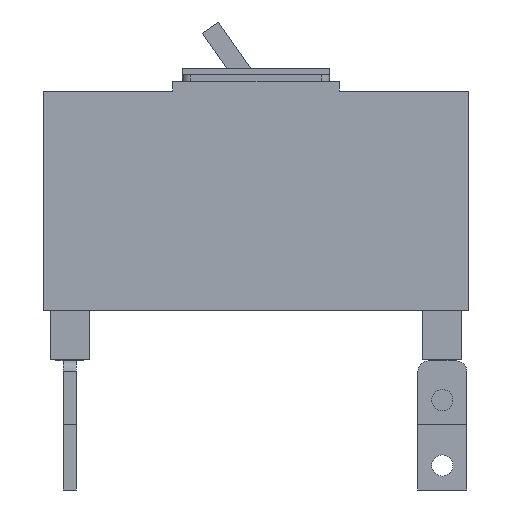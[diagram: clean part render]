
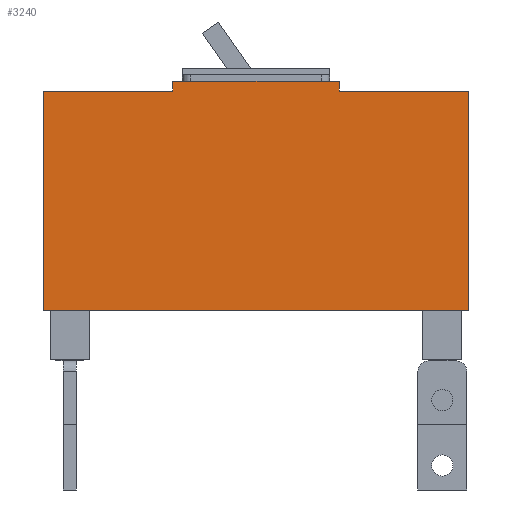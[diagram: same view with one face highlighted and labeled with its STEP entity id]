
A CAD part, left-side view. The second image highlights one B-rep face of the part: STEP entity #3240.
In plain terms, the highlighted planar face has unit normal (-1, 0, 0).
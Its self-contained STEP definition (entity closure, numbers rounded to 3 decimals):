
#2530=CARTESIAN_POINT('',(-70.,85.46,0.));
#2540=DIRECTION('',(1.,-0.,0.));
#2550=DIRECTION('',(0.,0.,-1.));
#2560=AXIS2_PLACEMENT_3D('',#2530,#2540,#2550);
#2570=PLANE('',#2560);
#2580=CARTESIAN_POINT('',(-70.,-51.,0.));
#2590=DIRECTION('',(0.,0.,-1.));
#2600=VECTOR('',#2590,1.);
#2610=LINE('',#2580,#2600);
#2620=CARTESIAN_POINT('',(-70.,-51.,
-138.378));
#2630=VERTEX_POINT('',#2620);
#2640=CARTESIAN_POINT('',(-70.,-51.,
-144.378));
#2650=VERTEX_POINT('',#2640);
#2660=EDGE_CURVE('',#2630,#2650,#2610,.T.);
#2670=ORIENTED_EDGE('',*,*,#2660,.F.);
#2680=CARTESIAN_POINT('',(-70.,0.,-144.378));
#2690=DIRECTION('',(0.,-1.,0.));
#2700=VECTOR('',#2690,1.);
#2710=LINE('',#2680,#2700);
#2720=CARTESIAN_POINT('',(-70.,-130.,-144.378));
#2730=VERTEX_POINT('',#2720);
#2740=EDGE_CURVE('',#2650,#2730,#2710,.T.);
#2750=ORIENTED_EDGE('',*,*,#2740,.F.);
#2760=CARTESIAN_POINT('',(-70.,-130.,0.));
#2770=DIRECTION('',(0.,0.,-1.));
#2780=VECTOR('',#2770,1.);
#2790=LINE('',#2760,#2780);
#2800=CARTESIAN_POINT('',(-70.,-130.,-278.378));
#2810=VERTEX_POINT('',#2800);
#2820=EDGE_CURVE('',#2730,#2810,#2790,.T.);
#2830=ORIENTED_EDGE('',*,*,#2820,.F.);
#2840=CARTESIAN_POINT('',(-70.,0.,-278.378));
#2850=DIRECTION('',(0.,-1.,0.));
#2860=VECTOR('',#2850,1.);
#2870=LINE('',#2840,#2860);
#2880=CARTESIAN_POINT('',(-70.,130.,-278.378));
#2890=VERTEX_POINT('',#2880);
#2900=EDGE_CURVE('',#2890,#2810,#2870,.T.);
#2910=ORIENTED_EDGE('',*,*,#2900,.T.);
#2920=CARTESIAN_POINT('',(-70.,130.,0.));
#2930=DIRECTION('',(0.,0.,1.));
#2940=VECTOR('',#2930,1.);
#2950=LINE('',#2920,#2940);
#2960=CARTESIAN_POINT('',(-70.,130.,-144.378));
#2970=VERTEX_POINT('',#2960);
#2980=EDGE_CURVE('',#2890,#2970,#2950,.T.);
#2990=ORIENTED_EDGE('',*,*,#2980,.F.);
#3000=CARTESIAN_POINT('',(-70.,0.,-144.378));
#3010=DIRECTION('',(0.,-1.,0.));
#3020=VECTOR('',#3010,1.);
#3030=LINE('',#3000,#3020);
#3040=CARTESIAN_POINT('',(-70.,51.,
-144.378));
#3050=VERTEX_POINT('',#3040);
#3060=EDGE_CURVE('',#2970,#3050,#3030,.T.);
#3070=ORIENTED_EDGE('',*,*,#3060,.F.);
#3080=CARTESIAN_POINT('',(-70.,51.,0.));
#3090=DIRECTION('',(0.,0.,1.));
#3100=VECTOR('',#3090,1.);
#3110=LINE('',#3080,#3100);
#3120=CARTESIAN_POINT('',(-70.,51.,
-138.378));
#3130=VERTEX_POINT('',#3120);
#3140=EDGE_CURVE('',#3050,#3130,#3110,.T.);
#3150=ORIENTED_EDGE('',*,*,#3140,.F.);
#3160=CARTESIAN_POINT('',(-70.,0.,-138.378));
#3170=DIRECTION('',(0.,-1.,0.));
#3180=VECTOR('',#3170,1.);
#3190=LINE('',#3160,#3180);
#3200=EDGE_CURVE('',#3130,#2630,#3190,.T.);
#3210=ORIENTED_EDGE('',*,*,#3200,.F.);
#3220=EDGE_LOOP('',(#3210,#3150,#3070,#2990,#2910,#2830,#2750,#2670));
#3230=FACE_OUTER_BOUND('',#3220,.T.);
#3240=ADVANCED_FACE('',(#3230),#2570,.F.);
